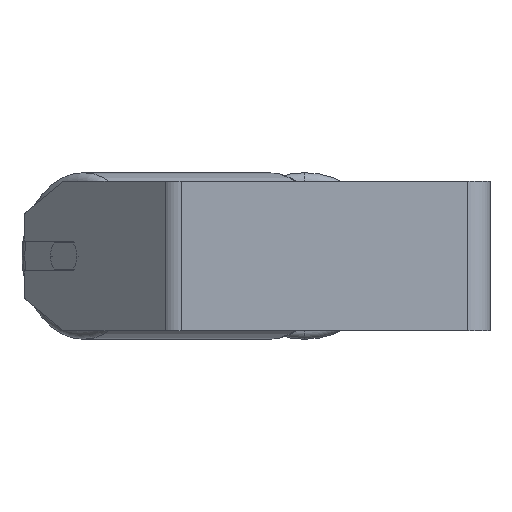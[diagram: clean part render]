
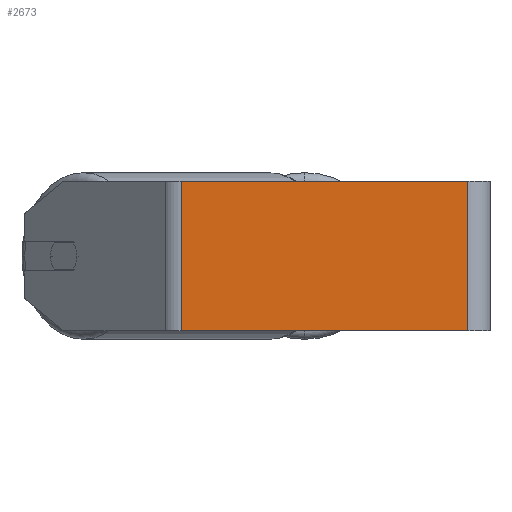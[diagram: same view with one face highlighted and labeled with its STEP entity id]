
A CAD part, left-side view. The second image highlights one B-rep face of the part: STEP entity #2673.
In plain terms, the highlighted planar face has unit normal (-1, 0, 0).
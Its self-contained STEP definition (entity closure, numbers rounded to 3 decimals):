
#11 = FACE_OUTER_BOUND ( 'NONE', #848, .T. ) ;
#80 = VERTEX_POINT ( 'NONE', #7842 ) ;
#631 = EDGE_CURVE ( 'NONE', #2035, #80, #730, .T. ) ;
#730 = LINE ( 'NONE', #1947, #6481 ) ;
#848 = EDGE_LOOP ( 'NONE', ( #4472, #7149, #6850, #7017 ) ) ;
#954 = DIRECTION ( 'NONE',  ( 0., 0., -1. ) ) ;
#1786 = DIRECTION ( 'NONE',  ( 0., -1., 0. ) ) ;
#1947 = CARTESIAN_POINT ( 'NONE',  ( -285., 12., 40. ) ) ;
#2030 = EDGE_CURVE ( 'NONE', #4599, #6048, #3614, .T. ) ;
#2035 = VERTEX_POINT ( 'NONE', #7733 ) ;
#2104 = DIRECTION ( 'NONE',  ( 0., 0., -1. ) ) ;
#2393 = DIRECTION ( 'NONE',  ( 0., -1., 0. ) ) ;
#2440 = CARTESIAN_POINT ( 'NONE',  ( -285., 169.902, -40. ) ) ;
#2539 = LINE ( 'NONE', #3337, #4958 ) ;
#2673 = ADVANCED_FACE ( 'NONE', ( #11 ), #5464, .F. ) ;
#2726 = CARTESIAN_POINT ( 'NONE',  ( -285., 169.902, 40. ) ) ;
#3143 = CARTESIAN_POINT ( 'NONE',  ( -285., 164.931, 40. ) ) ;
#3157 = VECTOR ( 'NONE', #954, 1000. ) ;
#3337 = CARTESIAN_POINT ( 'NONE',  ( -285., 169.902, 40. ) ) ;
#3614 = LINE ( 'NONE', #7018, #3157 ) ;
#4053 = EDGE_CURVE ( 'NONE', #4599, #2035, #2539, .T. ) ;
#4472 = ORIENTED_EDGE ( 'NONE', *, *, #8085, .T. ) ;
#4599 = VERTEX_POINT ( 'NONE', #3143 ) ;
#4958 = VECTOR ( 'NONE', #1786, 1000. ) ;
#5423 = DIRECTION ( 'NONE',  ( 1., 0., 0. ) ) ;
#5464 = PLANE ( 'NONE',  #5922 ) ;
#5511 = CARTESIAN_POINT ( 'NONE',  ( -285., 164.931, -40. ) ) ;
#5743 = LINE ( 'NONE', #2440, #7834 ) ;
#5922 = AXIS2_PLACEMENT_3D ( 'NONE', #2726, #5423, #2104 ) ;
#6048 = VERTEX_POINT ( 'NONE', #5511 ) ;
#6481 = VECTOR ( 'NONE', #7328, 1000. ) ;
#6850 = ORIENTED_EDGE ( 'NONE', *, *, #4053, .F. ) ;
#7017 = ORIENTED_EDGE ( 'NONE', *, *, #2030, .T. ) ;
#7018 = CARTESIAN_POINT ( 'NONE',  ( -285., 164.931, 40. ) ) ;
#7149 = ORIENTED_EDGE ( 'NONE', *, *, #631, .F. ) ;
#7328 = DIRECTION ( 'NONE',  ( 0., 0., -1. ) ) ;
#7733 = CARTESIAN_POINT ( 'NONE',  ( -285., 12., 40. ) ) ;
#7834 = VECTOR ( 'NONE', #2393, 1000. ) ;
#7842 = CARTESIAN_POINT ( 'NONE',  ( -285., 12., -40. ) ) ;
#8085 = EDGE_CURVE ( 'NONE', #6048, #80, #5743, .T. ) ;
